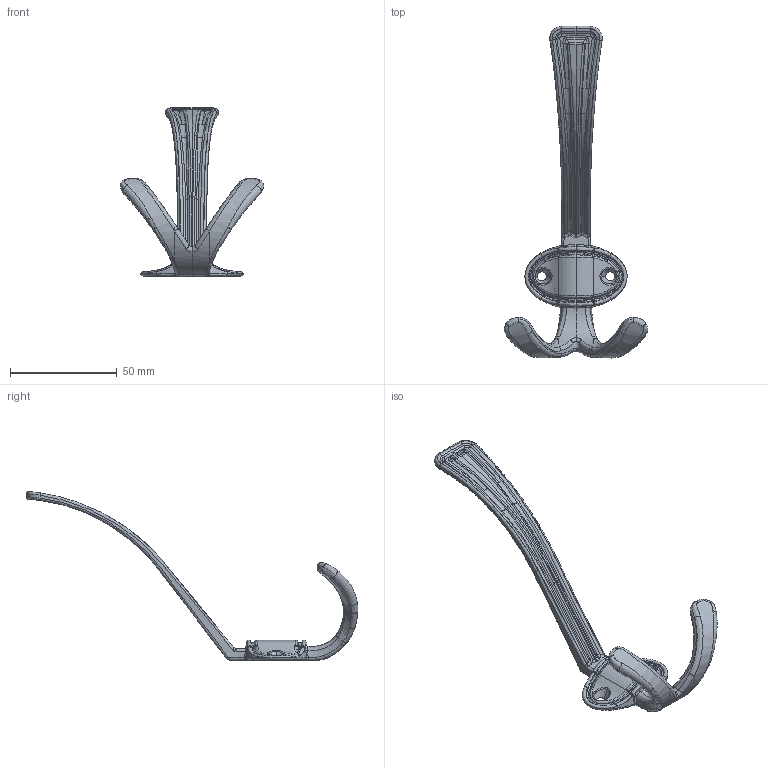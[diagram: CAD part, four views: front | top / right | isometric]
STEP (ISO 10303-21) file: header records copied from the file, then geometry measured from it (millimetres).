
FILE_DESCRIPTION(('Creo Elements/Direct Modeling STEP Export'),'2;1');
FILE_NAME('1096.stp','2018-08-23T13:46:58',(''),(''),'Creo Elements/Direct Modeling STEP processor for AP214 (Solid Model)','Creo Elements/Direct Modeling 20.0 12-Nov-2016 (C) Parametric Technology GmbH','');
FILE_SCHEMA(('AUTOMOTIVE_DESIGN { 1 0 10303 214 1 1 1 1 }'));
Products named in the file (1): 1096
Bounding box: 67.05 x 155.29 x 79.01 mm (x, y, z)
Volume: 20205.1 mm3; surface area: 33635240.3 mm2
Topology: 1 solids, 1 shells, 340 faces, 822 edges, 474 vertices
Faces by surface type: bspline 331, cylinder 6, plane 3
Entity records: 103928 total; most frequent: CARTESIAN_POINT 97788, ORIENTED_EDGE 1628, EDGE_CURVE 814, DIRECTION 634, VERTEX_POINT 474, B_SPLINE_CURVE_WITH_KNOTS 436, EDGE_LOOP 342, FACE_OUTER_BOUND 340
